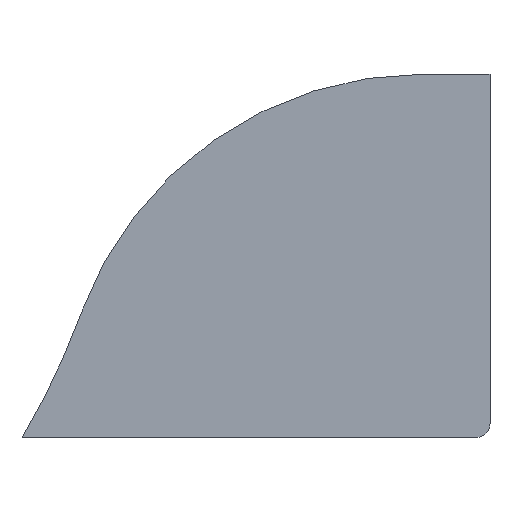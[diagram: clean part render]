
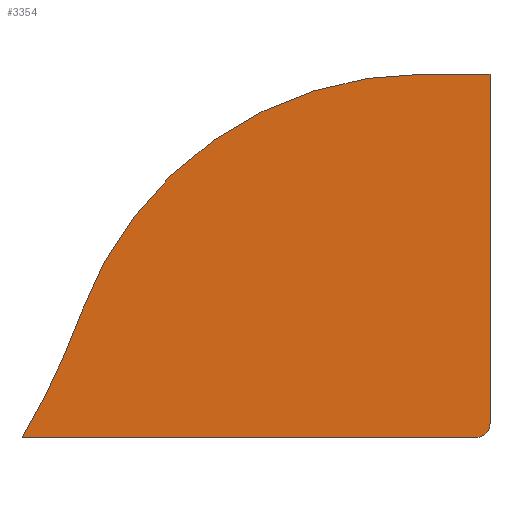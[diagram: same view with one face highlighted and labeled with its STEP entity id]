
A CAD part, front view. The second image highlights one B-rep face of the part: STEP entity #3354.
In plain terms, the highlighted planar face has unit normal (0, -1, 0).
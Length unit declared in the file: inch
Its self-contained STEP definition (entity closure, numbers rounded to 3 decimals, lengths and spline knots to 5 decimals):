
#121 = VECTOR ( 'NONE', #2392, 39.37008 ) ;
#151 = EDGE_CURVE ( 'NONE', #3571, #457, #1308, .T. ) ;
#208 = CARTESIAN_POINT ( 'NONE',  ( 3.77424, -0.0625, -1.3125 ) ) ;
#241 = CARTESIAN_POINT ( 'NONE',  ( 3.82424, -0.0625, -0.0625 ) ) ;
#253 = DIRECTION ( 'NONE',  ( 0., -1., 0. ) ) ;
#329 = ORIENTED_EDGE ( 'NONE', *, *, #151, .T. ) ;
#352 = AXIS2_PLACEMENT_3D ( 'NONE', #935, #898, #3412 ) ;
#394 = CARTESIAN_POINT ( 'NONE',  ( 3.82424, -0.0625, -1.3125 ) ) ;
#416 = VECTOR ( 'NONE', #2215, 39.37008 ) ;
#457 = VERTEX_POINT ( 'NONE', #585 ) ;
#514 = VECTOR ( 'NONE', #1989, 39.37008 ) ;
#526 = ORIENTED_EDGE ( 'NONE', *, *, #2696, .F. ) ;
#534 = CARTESIAN_POINT ( 'NONE',  ( 3.77424, -0.0625, -1.2625 ) ) ;
#585 = CARTESIAN_POINT ( 'NONE',  ( 3.82424, -0.0625, -1.2625 ) ) ;
#612 = VERTEX_POINT ( 'NONE', #1915 ) ;
#669 = CIRCLE ( 'NONE', #3154, 2.575 ) ;
#804 = CARTESIAN_POINT ( 'NONE',  ( 3.59277, -0.0625, -1.3125 ) ) ;
#898 = DIRECTION ( 'NONE',  ( 0., 1., 0. ) ) ;
#935 = CARTESIAN_POINT ( 'NONE',  ( 0., -0.0625, 0. ) ) ;
#964 = VERTEX_POINT ( 'NONE', #1523 ) ;
#1113 = ORIENTED_EDGE ( 'NONE', *, *, #2087, .T. ) ;
#1273 = EDGE_CURVE ( 'NONE', #3229, #457, #1923, .T. ) ;
#1308 = CIRCLE ( 'NONE', #2367, 0.05 ) ;
#1390 = DIRECTION ( 'NONE',  ( 0., 0., 1. ) ) ;
#1523 = CARTESIAN_POINT ( 'NONE',  ( 2.21539, -0.0625, -1.3125 ) ) ;
#1535 = CIRCLE ( 'NONE', #3427, 1.25 ) ;
#1724 = FACE_OUTER_BOUND ( 'NONE', #1789, .T. ) ;
#1736 = ORIENTED_EDGE ( 'NONE', *, *, #1273, .F. ) ;
#1789 = EDGE_LOOP ( 'NONE', ( #526, #329, #1736, #3373, #1113, #1902 ) ) ;
#1902 = ORIENTED_EDGE ( 'NONE', *, *, #3564, .F. ) ;
#1915 = CARTESIAN_POINT ( 'NONE',  ( 2.41866, -0.0625, -0.88358 ) ) ;
#1923 = LINE ( 'NONE', #2564, #514 ) ;
#1989 = DIRECTION ( 'NONE',  ( 0., 0., -1. ) ) ;
#2087 = EDGE_CURVE ( 'NONE', #2141, #612, #1535, .T. ) ;
#2141 = VERTEX_POINT ( 'NONE', #3538 ) ;
#2195 = DIRECTION ( 'NONE',  ( 0., 0., 1. ) ) ;
#2215 = DIRECTION ( 'NONE',  ( 1., 0., 0. ) ) ;
#2367 = AXIS2_PLACEMENT_3D ( 'NONE', #534, #253, #1390 ) ;
#2375 = EDGE_CURVE ( 'NONE', #2141, #3229, #2471, .T. ) ;
#2392 = DIRECTION ( 'NONE',  ( -1., 0., 0. ) ) ;
#2471 = LINE ( 'NONE', #3628, #416 ) ;
#2487 = DIRECTION ( 'NONE',  ( 0., -1., 0. ) ) ;
#2564 = CARTESIAN_POINT ( 'NONE',  ( 3.82424, -0.0625, -0.0625 ) ) ;
#2616 = PLANE ( 'NONE',  #352 ) ;
#2668 = DIRECTION ( 'NONE',  ( 0., 0., 1. ) ) ;
#2696 = EDGE_CURVE ( 'NONE', #3571, #964, #2937, .T. ) ;
#2937 = LINE ( 'NONE', #394, #121 ) ;
#3154 = AXIS2_PLACEMENT_3D ( 'NONE', #3243, #3190, #2668 ) ;
#3190 = DIRECTION ( 'NONE',  ( 0., -1., 0. ) ) ;
#3229 = VERTEX_POINT ( 'NONE', #241 ) ;
#3243 = CARTESIAN_POINT ( 'NONE',  ( 0., -0.0625, 0. ) ) ;
#3354 = ADVANCED_FACE ( 'NONE', ( #1724 ), #2616, .F. ) ;
#3373 = ORIENTED_EDGE ( 'NONE', *, *, #2375, .F. ) ;
#3412 = DIRECTION ( 'NONE',  ( 0., 0., 1. ) ) ;
#3427 = AXIS2_PLACEMENT_3D ( 'NONE', #804, #2487, #2195 ) ;
#3538 = CARTESIAN_POINT ( 'NONE',  ( 3.59277, -0.0625, -0.0625 ) ) ;
#3564 = EDGE_CURVE ( 'NONE', #964, #612, #669, .T. ) ;
#3571 = VERTEX_POINT ( 'NONE', #208 ) ;
#3628 = CARTESIAN_POINT ( 'NONE',  ( 2.57424, -0.0625, -0.0625 ) ) ;
